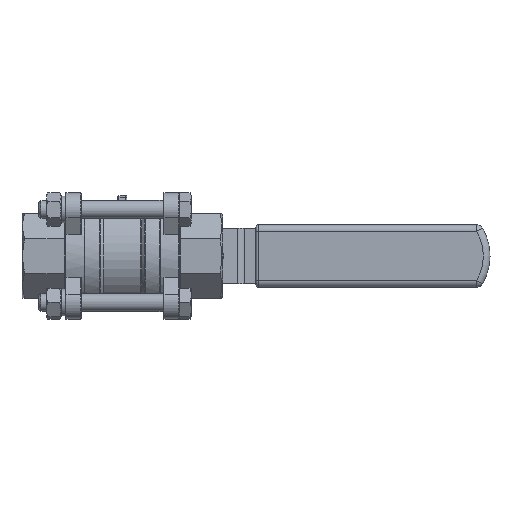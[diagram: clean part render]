
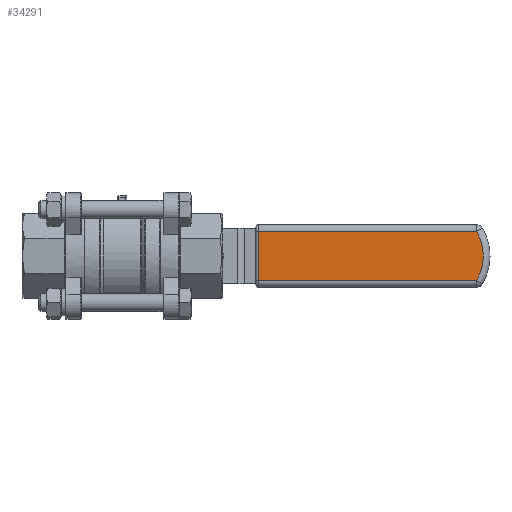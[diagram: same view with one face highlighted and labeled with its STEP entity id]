
A CAD part, front view. The second image highlights one B-rep face of the part: STEP entity #34291.
In plain terms, the highlighted planar face has unit normal (0, -1, 0).
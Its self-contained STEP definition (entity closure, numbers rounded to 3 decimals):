
#843 = VERTEX_POINT ( 'NONE', #37873 ) ;
#4653 = EDGE_LOOP ( 'NONE', ( #43460, #24938, #57211, #59822 ) ) ;
#5264 = EDGE_CURVE ( 'NONE', #53248, #843, #19056, .T. ) ;
#7545 = AXIS2_PLACEMENT_3D ( 'NONE', #50843, #40541, #29966 ) ;
#8291 = CARTESIAN_POINT ( 'NONE',  ( 60.985, 88., 14. ) ) ;
#8670 = VECTOR ( 'NONE', #38931, 1000. ) ;
#12279 = CARTESIAN_POINT ( 'NONE',  ( 60.985, 88., -11. ) ) ;
#14008 = VECTOR ( 'NONE', #48080, 1000. ) ;
#18430 = CARTESIAN_POINT ( 'NONE',  ( 165., 88., 14. ) ) ;
#19056 = LINE ( 'NONE', #30285, #8670 ) ;
#24724 = VERTEX_POINT ( 'NONE', #25520 ) ;
#24938 = ORIENTED_EDGE ( 'NONE', *, *, #5264, .T. ) ;
#25520 = CARTESIAN_POINT ( 'NONE',  ( 60.985, 88., 11. ) ) ;
#27398 = FACE_OUTER_BOUND ( 'NONE', #4653, .T. ) ;
#28056 = DIRECTION ( 'NONE',  ( 0., 0., 1. ) ) ;
#28709 = DIRECTION ( 'NONE',  ( 0., 1., 0. ) ) ;
#28911 = DIRECTION ( 'NONE',  ( -1., 0., 0. ) ) ;
#29966 = DIRECTION ( 'NONE',  ( 0., 0., 1. ) ) ;
#30285 = CARTESIAN_POINT ( 'NONE',  ( 160.711, 88., -11. ) ) ;
#32908 = EDGE_CURVE ( 'NONE', #44709, #24724, #39490, .T. ) ;
#34189 = CARTESIAN_POINT ( 'NONE',  ( 165., 88., 11. ) ) ;
#34291 = ADVANCED_FACE ( 'NONE', ( #27398 ), #47584, .F. ) ;
#37873 = CARTESIAN_POINT ( 'NONE',  ( 159.052, 88., -11. ) ) ;
#38931 = DIRECTION ( 'NONE',  ( 1., 0., 0. ) ) ;
#39490 = LINE ( 'NONE', #34189, #53796 ) ;
#40541 = DIRECTION ( 'NONE',  ( 0., -1., 0. ) ) ;
#43460 = ORIENTED_EDGE ( 'NONE', *, *, #63538, .T. ) ;
#44709 = VERTEX_POINT ( 'NONE', #59342 ) ;
#47584 = PLANE ( 'NONE',  #63480 ) ;
#47904 = EDGE_CURVE ( 'NONE', #843, #44709, #62650, .T. ) ;
#48080 = DIRECTION ( 'NONE',  ( 0., 0., -1. ) ) ;
#50843 = CARTESIAN_POINT ( 'NONE',  ( 139.999, 88., 0. ) ) ;
#53248 = VERTEX_POINT ( 'NONE', #12279 ) ;
#53796 = VECTOR ( 'NONE', #28911, 1000. ) ;
#57211 = ORIENTED_EDGE ( 'NONE', *, *, #47904, .T. ) ;
#59342 = CARTESIAN_POINT ( 'NONE',  ( 159.052, 88., 11. ) ) ;
#59822 = ORIENTED_EDGE ( 'NONE', *, *, #32908, .T. ) ;
#62650 = CIRCLE ( 'NONE', #7545, 22. ) ;
#63480 = AXIS2_PLACEMENT_3D ( 'NONE', #18430, #28709, #28056 ) ;
#63538 = EDGE_CURVE ( 'NONE', #24724, #53248, #63717, .T. ) ;
#63717 = LINE ( 'NONE', #8291, #14008 ) ;
